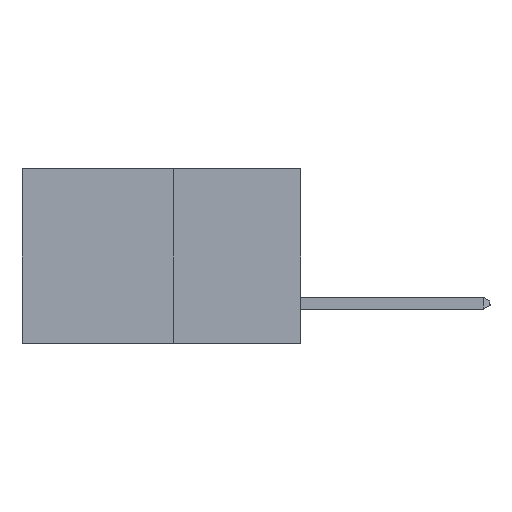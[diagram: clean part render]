
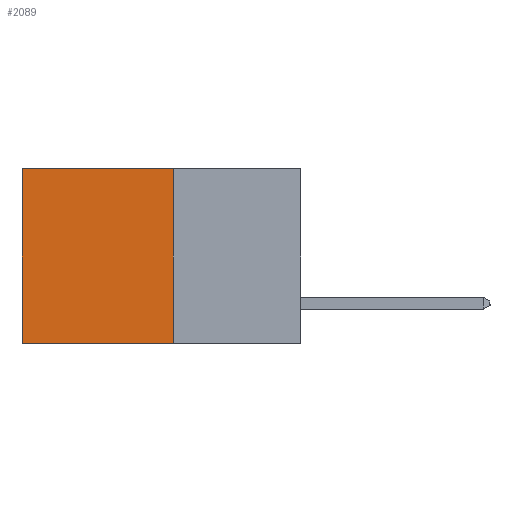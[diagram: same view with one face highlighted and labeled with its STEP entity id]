
A CAD part, left-side view. The second image highlights one B-rep face of the part: STEP entity #2089.
In plain terms, the highlighted planar face has unit normal (-1, 0, 0).
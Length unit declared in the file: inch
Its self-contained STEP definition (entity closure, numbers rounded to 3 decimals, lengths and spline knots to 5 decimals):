
#19 = CARTESIAN_POINT ( 'NONE',  ( 0.277, 0.59, -0.37 ) ) ;
#87 = PLANE ( 'NONE',  #10762 ) ;
#360 = FACE_OUTER_BOUND ( 'NONE', #10241, .T. ) ;
#577 = EDGE_CURVE ( 'NONE', #10662, #5826, #1348, .T. ) ;
#707 = EDGE_CURVE ( 'NONE', #5826, #8434, #7068, .T. ) ;
#943 = DIRECTION ( 'NONE',  ( 0., 0., -1. ) ) ;
#1348 = LINE ( 'NONE', #8952, #10856 ) ;
#1696 = LINE ( 'NONE', #1936, #3939 ) ;
#1894 = DIRECTION ( 'NONE',  ( 0., 1., 0. ) ) ;
#1936 = CARTESIAN_POINT ( 'NONE',  ( 0.277, 0.27, -0.37 ) ) ;
#2004 = CARTESIAN_POINT ( 'NONE',  ( 0.277, 0.59, 0. ) ) ;
#2089 = ADVANCED_FACE ( 'NONE', ( #360 ), #87, .F. ) ;
#2867 = VERTEX_POINT ( 'NONE', #4197 ) ;
#2907 = CARTESIAN_POINT ( 'NONE',  ( 0.277, 0.27, 0. ) ) ;
#3144 = ORIENTED_EDGE ( 'NONE', *, *, #4519, .F. ) ;
#3939 = VECTOR ( 'NONE', #1894, 39.37008 ) ;
#4197 = CARTESIAN_POINT ( 'NONE',  ( 0.277, 0.27, -0.37 ) ) ;
#4519 = EDGE_CURVE ( 'NONE', #10662, #2867, #11271, .T. ) ;
#4523 = CARTESIAN_POINT ( 'NONE',  ( 0.277, 0.59, -0.37 ) ) ;
#4639 = VECTOR ( 'NONE', #943, 39.37008 ) ;
#5440 = EDGE_CURVE ( 'NONE', #2867, #8434, #1696, .T. ) ;
#5826 = VERTEX_POINT ( 'NONE', #2004 ) ;
#6025 = DIRECTION ( 'NONE',  ( 1., 0., 0. ) ) ;
#7000 = DIRECTION ( 'NONE',  ( 0., 1., 0. ) ) ;
#7068 = LINE ( 'NONE', #19, #4639 ) ;
#8434 = VERTEX_POINT ( 'NONE', #4523 ) ;
#8952 = CARTESIAN_POINT ( 'NONE',  ( 0.277, 0.27, 0. ) ) ;
#9287 = DIRECTION ( 'NONE',  ( 0., 0., -1. ) ) ;
#9651 = ORIENTED_EDGE ( 'NONE', *, *, #707, .T. ) ;
#9927 = ORIENTED_EDGE ( 'NONE', *, *, #5440, .F. ) ;
#10201 = ORIENTED_EDGE ( 'NONE', *, *, #577, .T. ) ;
#10241 = EDGE_LOOP ( 'NONE', ( #9651, #9927, #3144, #10201 ) ) ;
#10662 = VERTEX_POINT ( 'NONE', #2907 ) ;
#10748 = CARTESIAN_POINT ( 'NONE',  ( 0.277, 0.27, -0.37 ) ) ;
#10762 = AXIS2_PLACEMENT_3D ( 'NONE', #11330, #6025, #9287 ) ;
#10856 = VECTOR ( 'NONE', #7000, 39.37008 ) ;
#11014 = VECTOR ( 'NONE', #11142, 39.37008 ) ;
#11142 = DIRECTION ( 'NONE',  ( 0., 0., -1. ) ) ;
#11271 = LINE ( 'NONE', #10748, #11014 ) ;
#11330 = CARTESIAN_POINT ( 'NONE',  ( 0.277, 0.27, -0.37 ) ) ;
